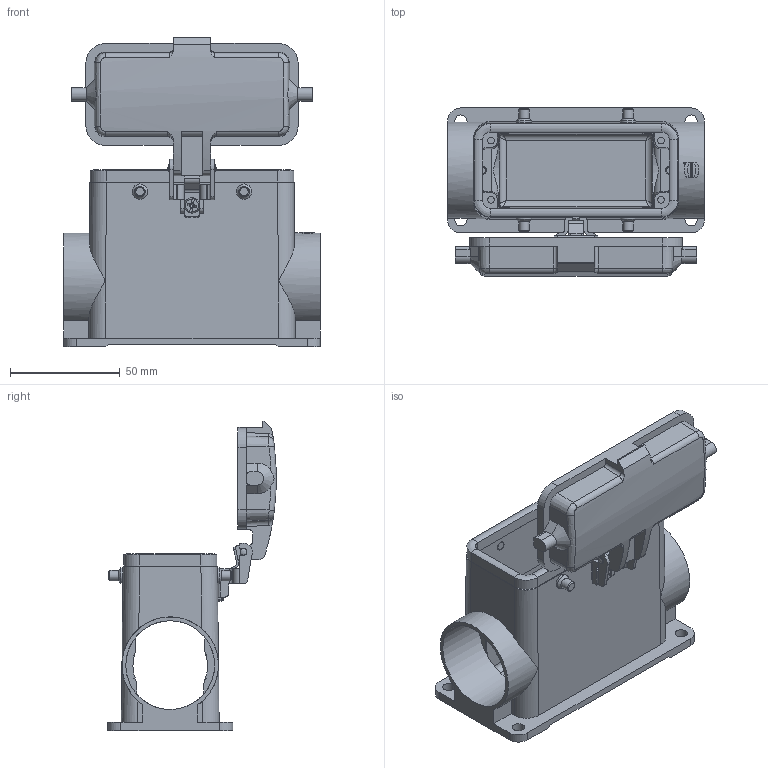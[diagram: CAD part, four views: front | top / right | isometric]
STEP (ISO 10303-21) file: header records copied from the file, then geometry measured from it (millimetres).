
FILE_DESCRIPTION((''),'2;1');
FILE_NAME('05300162268.stp','2020-07-09T11:30:11',('e.eickhoff'),(''),'Autodesk Inventor 2012','Autodesk Inventor 2012','');
FILE_SCHEMA(('AUTOMOTIVE_DESIGN { 1 0 10303 214 1 1 1 1 }'));
Length unit declared in the file: millimetre
Products named in the file (1): 05300162268
Bounding box: 117 x 76.86 x 141.28 mm (x, y, z)
Volume: 132600.1 mm3; surface area: 77171.9 mm2
Topology: 2 solids, 2 shells, 649 faces, 1761 edges, 1140 vertices
Faces by surface type: plane 314, cylinder 196, bspline 78, cone 45, torus 14, sphere 2
Full cylindrical faces by diameter (mm): 0.77 x1, 3 x6, 3.05 x1, 4 x4, 4.8 x4, 5.6 x4, 7 x5, 40.5 x2
Entity records: 23229 total; most frequent: CARTESIAN_POINT 6516, ORIENTED_EDGE 3384, DIRECTION 3263, EDGE_CURVE 1692, AXIS2_PLACEMENT_3D 1150, VERTEX_POINT 1116, VECTOR 963, LINE 963
